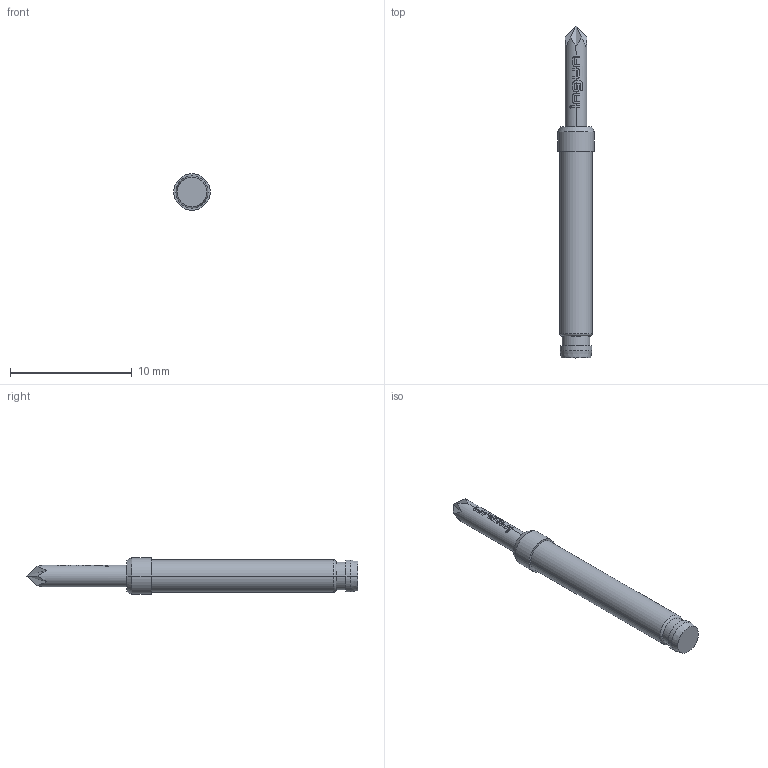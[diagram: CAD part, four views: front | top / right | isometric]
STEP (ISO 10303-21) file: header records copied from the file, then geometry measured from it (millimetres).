
FILE_DESCRIPTION (( 'STEP AP203' ), '1' );
FILE_NAME ('INGUN_GKS-113_217_180_R_xx02.STEP', '2022-09-05T08:37:06', ( 'ochi' ), ( '' ), 'SwSTEP 2.0', 'SolidWorks 2021', '' );
FILE_SCHEMA (( 'CONFIG_CONTROL_DESIGN' ));
Length unit declared in the file: millimetre
Products named in the file (1): INGUN_GKS-113_217_180_R_xx02
Bounding box: 3 x 27.3 x 3 mm (x, y, z)
Volume: 124.9 mm3; surface area: 216.2 mm2
Topology: 1 solids, 1 shells, 113 faces, 302 edges, 195 vertices
Faces by surface type: plane 56, cylinder 29, bspline 22, cone 4, torus 2
Entity records: 3883 total; most frequent: CARTESIAN_POINT 1167, ORIENTED_EDGE 604, DIRECTION 488, EDGE_CURVE 302, VERTEX_POINT 195, AXIS2_PLACEMENT_3D 192, EDGE_LOOP 117, ADVANCED_FACE 113
